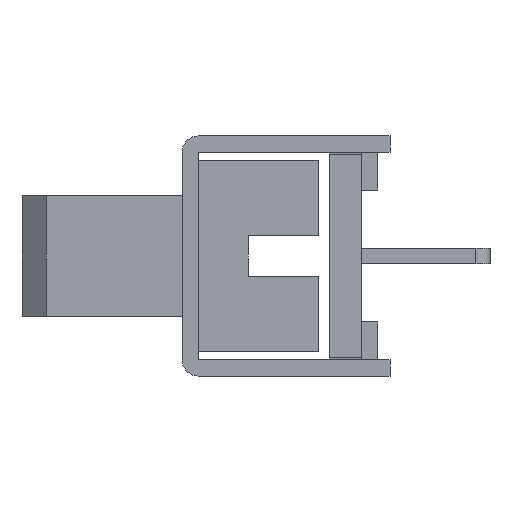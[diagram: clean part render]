
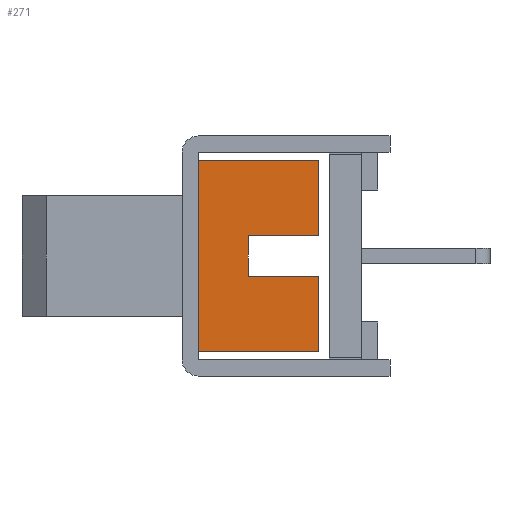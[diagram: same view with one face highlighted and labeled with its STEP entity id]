
A CAD part, left-side view. The second image highlights one B-rep face of the part: STEP entity #271.
In plain terms, the highlighted planar face has unit normal (-1, 0, 0).
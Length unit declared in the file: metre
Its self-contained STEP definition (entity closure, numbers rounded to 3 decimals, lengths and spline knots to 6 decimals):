
#271 = ADVANCED_FACE( '', ( #745 ), #746, .F. );
#745 = FACE_OUTER_BOUND( '', #1247, .T. );
#746 = PLANE( '', #1248 );
#1247 = EDGE_LOOP( '', ( #3384, #3385, #3386, #3387, #3388, #3389, #3390, #3391, #3392, #3393 ) );
#1248 = AXIS2_PLACEMENT_3D( '', #3394, #3395, #3396 );
#3384 = ORIENTED_EDGE( '', *, *, #3931, .F. );
#3385 = ORIENTED_EDGE( '', *, *, #3605, .T. );
#3386 = ORIENTED_EDGE( '', *, *, #4058, .F. );
#3387 = ORIENTED_EDGE( '', *, *, #4054, .F. );
#3388 = ORIENTED_EDGE( '', *, *, #4053, .T. );
#3389 = ORIENTED_EDGE( '', *, *, #3616, .T. );
#3390 = ORIENTED_EDGE( '', *, *, #3965, .F. );
#3391 = ORIENTED_EDGE( '', *, *, #3711, .F. );
#3392 = ORIENTED_EDGE( '', *, *, #4060, .F. );
#3393 = ORIENTED_EDGE( '', *, *, #3609, .T. );
#3394 = CARTESIAN_POINT( '', ( -0.002625, 0., 0. ) );
#3395 = DIRECTION( '', ( 1., 0., 0. ) );
#3396 = DIRECTION( '', ( 0., 1., 0. ) );
#3605 = EDGE_CURVE( '', #4452, #4450, #4453, .T. );
#3609 = EDGE_CURVE( '', #4445, #4458, #4460, .T. );
#3616 = EDGE_CURVE( '', #4466, #4471, #4473, .T. );
#3711 = EDGE_CURVE( '', #4649, #4651, #4652, .T. );
#3931 = EDGE_CURVE( '', #4452, #4458, #5011, .T. );
#3965 = EDGE_CURVE( '', #4651, #4471, #5060, .T. );
#4053 = EDGE_CURVE( '', #5175, #4466, #5179, .T. );
#4054 = EDGE_CURVE( '', #5175, #5180, #5181, .T. );
#4058 = EDGE_CURVE( '', #5180, #4450, #5186, .T. );
#4060 = EDGE_CURVE( '', #4445, #4649, #5188, .T. );
#4445 = VERTEX_POINT( '', #5784 );
#4450 = VERTEX_POINT( '', #5791 );
#4452 = VERTEX_POINT( '', #5794 );
#4453 = LINE( '', #5795, #5796 );
#4458 = VERTEX_POINT( '', #5803 );
#4460 = LINE( '', #5806, #5807 );
#4466 = VERTEX_POINT( '', #5816 );
#4471 = VERTEX_POINT( '', #5823 );
#4473 = LINE( '', #5826, #5827 );
#4649 = VERTEX_POINT( '', #6094 );
#4651 = VERTEX_POINT( '', #6097 );
#4652 = LINE( '', #6098, #6099 );
#5011 = LINE( '', #6696, #6697 );
#5060 = LINE( '', #6780, #6781 );
#5175 = VERTEX_POINT( '', #7001 );
#5179 = LINE( '', #7007, #7008 );
#5180 = VERTEX_POINT( '', #7009 );
#5181 = LINE( '', #7010, #7011 );
#5186 = LINE( '', #7019, #7020 );
#5188 = LINE( '', #7023, #7024 );
#5784 = CARTESIAN_POINT( '', ( -0.002625, 0., 0.0024 ) );
#5791 = CARTESIAN_POINT( '', ( -0.002625, 0., -0.0024 ) );
#5794 = CARTESIAN_POINT( '', ( -0.002625, 0., -0.001675 ) );
#5795 = CARTESIAN_POINT( '', ( -0.002625, 0., -0.001675 ) );
#5796 = VECTOR( '', #7347, 1. );
#5803 = CARTESIAN_POINT( '', ( -0.002625, 0., 0.001675 ) );
#5806 = CARTESIAN_POINT( '', ( -0.002625, 0., 0.0024 ) );
#5807 = VECTOR( '', #7351, 1. );
#5816 = CARTESIAN_POINT( '', ( -0.002625, -0.00125, -0.0005 ) );
#5823 = CARTESIAN_POINT( '', ( -0.002625, -0.00125, 0.0005 ) );
#5826 = CARTESIAN_POINT( '', ( -0.002625, -0.00125, -0.0005 ) );
#5827 = VECTOR( '', #7358, 1. );
#6094 = CARTESIAN_POINT( '', ( -0.002625, -0.003, 0.0024 ) );
#6097 = CARTESIAN_POINT( '', ( -0.002625, -0.003, 0.0005 ) );
#6098 = CARTESIAN_POINT( '', ( -0.002625, -0.003, 0.0024 ) );
#6099 = VECTOR( '', #7457, 1. );
#6696 = CARTESIAN_POINT( '', ( -0.002625, 0., -0.001675 ) );
#6697 = VECTOR( '', #7690, 1. );
#6780 = CARTESIAN_POINT( '', ( -0.002625, -0.003, 0.0005 ) );
#6781 = VECTOR( '', #7728, 1. );
#7001 = CARTESIAN_POINT( '', ( -0.002625, -0.003, -0.0005 ) );
#7007 = CARTESIAN_POINT( '', ( -0.002625, -0.003, -0.0005 ) );
#7008 = VECTOR( '', #7813, 1. );
#7009 = CARTESIAN_POINT( '', ( -0.002625, -0.003, -0.0024 ) );
#7010 = CARTESIAN_POINT( '', ( -0.002625, -0.003, -0.0005 ) );
#7011 = VECTOR( '', #7814, 1. );
#7019 = CARTESIAN_POINT( '', ( -0.002625, -0.003, -0.0024 ) );
#7020 = VECTOR( '', #7818, 1. );
#7023 = CARTESIAN_POINT( '', ( -0.002625, 0., 0.0024 ) );
#7024 = VECTOR( '', #7820, 1. );
#7347 = DIRECTION( '', ( 0., 0., -1. ) );
#7351 = DIRECTION( '', ( 0., 0., -1. ) );
#7358 = DIRECTION( '', ( 0., 0., 1. ) );
#7457 = DIRECTION( '', ( 0., 0., -1. ) );
#7690 = DIRECTION( '', ( 0., 0., 1. ) );
#7728 = DIRECTION( '', ( 0., 1., 0. ) );
#7813 = DIRECTION( '', ( 0., 1., 0. ) );
#7814 = DIRECTION( '', ( 0., 0., -1. ) );
#7818 = DIRECTION( '', ( 0., 1., 0. ) );
#7820 = DIRECTION( '', ( 0., -1., 0. ) );
